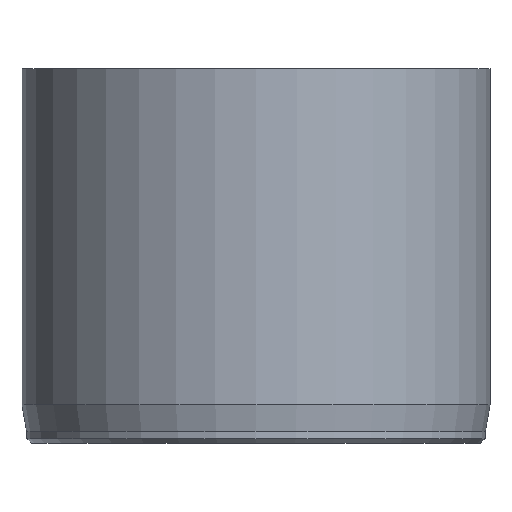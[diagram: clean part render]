
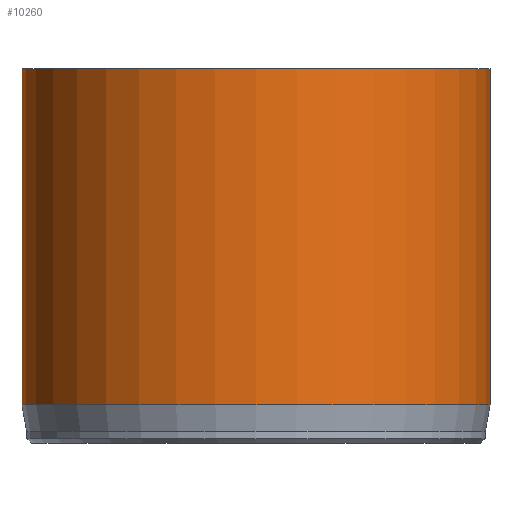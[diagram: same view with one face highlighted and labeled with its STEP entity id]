
A CAD part, front view. The second image highlights one B-rep face of the part: STEP entity #10260.
In plain terms, the highlighted cylindrical face has radius 10 mm (diameter 20 mm), a full revolution.
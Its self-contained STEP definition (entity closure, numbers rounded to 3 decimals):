
#1332=CYLINDRICAL_SURFACE('',#10740,10.);
#1624=FACE_OUTER_BOUND('',#2220,.T.);
#2220=EDGE_LOOP('',(#8394,#8395,#8396,#8397,#8398));
#2937=LINE('',#16285,#3771);
#3771=VECTOR('',#11527,10.);
#4213=CIRCLE('',#10725,10.);
#4218=CIRCLE('',#10738,10.);
#4219=CIRCLE('',#10739,10.);
#4754=VERTEX_POINT('',#16258);
#4759=VERTEX_POINT('',#16279);
#4760=VERTEX_POINT('',#16280);
#6050=EDGE_CURVE('',#4754,#4754,#4213,.T.);
#6058=EDGE_CURVE('',#4759,#4760,#4218,.T.);
#6059=EDGE_CURVE('',#4760,#4759,#4219,.T.);
#6061=EDGE_CURVE('',#4754,#4759,#2937,.T.);
#8394=ORIENTED_EDGE('',*,*,#6050,.T.);
#8395=ORIENTED_EDGE('',*,*,#6061,.T.);
#8396=ORIENTED_EDGE('',*,*,#6058,.T.);
#8397=ORIENTED_EDGE('',*,*,#6059,.T.);
#8398=ORIENTED_EDGE('',*,*,#6061,.F.);
#10260=ADVANCED_FACE('',(#1624),#1332,.T.);
#10725=AXIS2_PLACEMENT_3D('',#16259,#11491,#11492);
#10738=AXIS2_PLACEMENT_3D('',#16281,#11520,#11521);
#10739=AXIS2_PLACEMENT_3D('',#16282,#11522,#11523);
#10740=AXIS2_PLACEMENT_3D('',#16284,#11525,#11526);
#11491=DIRECTION('center_axis',(0.,0.,-1.));
#11492=DIRECTION('ref_axis',(-1.,0.,0.));
#11520=DIRECTION('center_axis',(0.,0.,1.));
#11521=DIRECTION('ref_axis',(-1.,0.,0.));
#11522=DIRECTION('center_axis',(0.,0.,1.));
#11523=DIRECTION('ref_axis',(-1.,0.,0.));
#11525=DIRECTION('center_axis',(0.,0.,1.));
#11526=DIRECTION('ref_axis',(-1.,0.,0.));
#11527=DIRECTION('',(0.,0.,-1.));
#16258=CARTESIAN_POINT('',(10.,0.,16.));
#16259=CARTESIAN_POINT('Origin',(0.,0.,16.));
#16279=CARTESIAN_POINT('',(10.,0.,1.634));
#16280=CARTESIAN_POINT('',(-10.,0.,1.634));
#16281=CARTESIAN_POINT('Origin',(0.,0.,1.634));
#16282=CARTESIAN_POINT('Origin',(0.,0.,1.634));
#16284=CARTESIAN_POINT('Origin',(0.,0.,0.));
#16285=CARTESIAN_POINT('',(10.,0.,0.));
